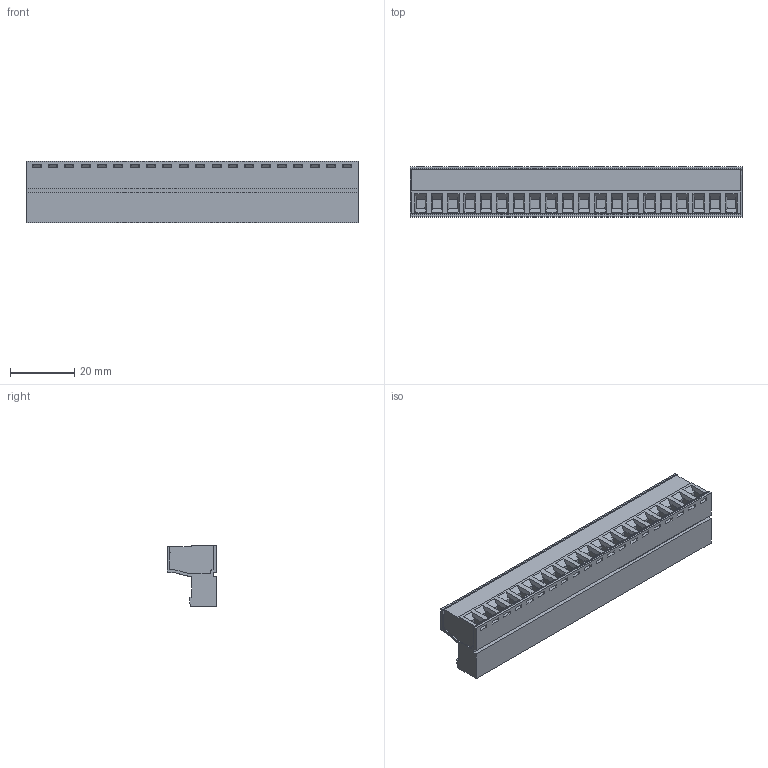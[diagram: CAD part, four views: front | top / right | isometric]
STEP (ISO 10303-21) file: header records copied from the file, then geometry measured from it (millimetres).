
FILE_DESCRIPTION(('STEP AP214'),'1');
FILE_NAME('SF20-5,08-P.stp','2021-04-01T15:37:12',(' '),(' '),'Spatial InterOp 3D',' ',' ');
FILE_SCHEMA(('automotive_design'));
Length unit declared in the file: metre
Products named in the file (1): 1
Bounding box: 103.1 x 15.5 x 19.2 mm (x, y, z)
Volume: 16199.1 mm3; surface area: 13040.1 mm2
Topology: 1 solids, 1 shells, 1224 faces, 3333 edges, 2134 vertices
Faces by surface type: plane 1030, cylinder 133, cone 60, extrusion 1
Full cylindrical faces by diameter (mm): 2.5 x20, 3.8 x20, 4 x20
Entity records: 46951 total; most frequent: CARTESIAN_POINT 6610, ORIENTED_EDGE 6346, DIRECTION 5946, EDGE_CURVE 3173, VECTOR 2766, LINE 2765, VERTEX_POINT 2074, AXIS2_PLACEMENT_3D 1590
